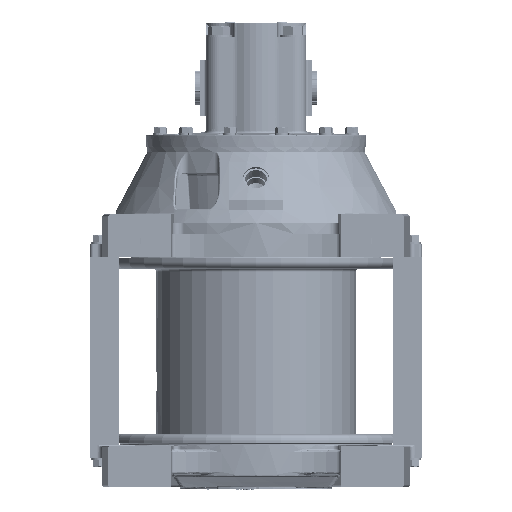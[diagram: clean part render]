
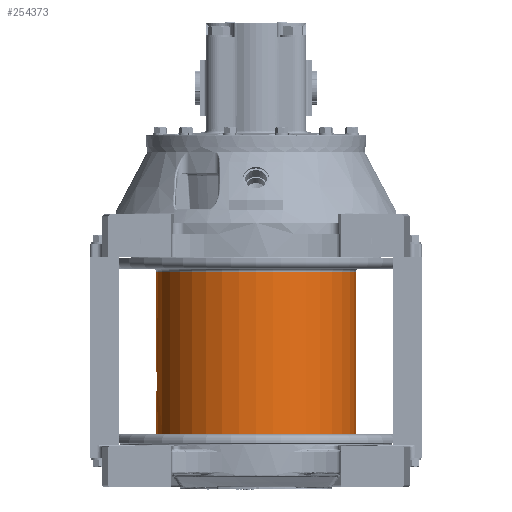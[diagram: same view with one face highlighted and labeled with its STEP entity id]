
A CAD part, front view. The second image highlights one B-rep face of the part: STEP entity #254373.
In plain terms, the highlighted cylindrical face has radius 122.237 mm (diameter 244.475 mm), a partial arc.
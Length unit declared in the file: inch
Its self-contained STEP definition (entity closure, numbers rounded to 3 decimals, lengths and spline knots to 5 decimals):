
#252738=CARTESIAN_POINT('',(0.,0.01321,-6.0405));
#252739=DIRECTION('',(0.,0.,1.));
#252740=DIRECTION('',(-1.,0.,0.));
#252741=AXIS2_PLACEMENT_3D('',#252738,#252739,#252740);
#252794=CARTESIAN_POINT('',(0.,0.01321,-13.88425));
#252795=DIRECTION('',(0.,0.,-1.));
#252796=DIRECTION('',(1.,0.,0.));
#252797=AXIS2_PLACEMENT_3D('',#252794,#252795,#252796);
#253100=DIRECTION('',(0.,0.,1.));
#253101=VECTOR('',#253100,7.84375);
#253102=CARTESIAN_POINT('',(4.8125,0.01321,-13.88425));
#253103=LINE('',#253102,#253101);
#253104=DIRECTION('',(0.,0.,-1.));
#253105=VECTOR('',#253104,2.05);
#253106=CARTESIAN_POINT('',(-4.8125,0.01321,-11.83425));
#253107=LINE('',#253106,#253105);
#253108=CARTESIAN_POINT('',(-4.8125,0.01321,-11.83425));
#253109=CARTESIAN_POINT('',(-4.8125,-0.03577,-11.83396));
#253110=CARTESIAN_POINT('',(-4.81104,-0.12935,
-11.8206));
#253111=CARTESIAN_POINT('',(-4.80519,-0.26134,
-11.76036));
#253112=CARTESIAN_POINT('',(-4.7975,-0.37033,
-11.66561));
#253113=CARTESIAN_POINT('',(-4.79045,-0.44821,
-11.54399));
#253114=CARTESIAN_POINT('',(-4.78629,-0.48845,
-11.406));
#253115=CARTESIAN_POINT('',(-4.78629,-0.48845,
-11.26251));
#253116=CARTESIAN_POINT('',(-4.79045,-0.44822,
-11.12454));
#253117=CARTESIAN_POINT('',(-4.7975,-0.37036,
-11.00293));
#253118=CARTESIAN_POINT('',(-4.80518,-0.26137,
-10.90816));
#253119=CARTESIAN_POINT('',(-4.81104,-0.12938,
-10.8479));
#253120=CARTESIAN_POINT('',(-4.8125,-0.03578,-10.83454));
#253121=CARTESIAN_POINT('',(-4.8125,0.01321,-10.83425));
#253123=DIRECTION('',(0.,0.,-1.));
#253124=VECTOR('',#253123,4.79375);
#253125=CARTESIAN_POINT('',(-4.8125,0.01321,-6.0405));
#253126=LINE('',#253125,#253124);
#253269=VERTEX_POINT('',#253121);
#253270=VERTEX_POINT('',#253108);
#253313=CARTESIAN_POINT('',(-4.8125,0.01321,-6.0405));
#253314=VERTEX_POINT('',#253313);
#253315=CARTESIAN_POINT('',(4.8125,0.01321,-6.0405));
#253316=VERTEX_POINT('',#253315);
#253329=CARTESIAN_POINT('',(4.8125,0.01321,-13.88425));
#253330=VERTEX_POINT('',#253329);
#253347=CARTESIAN_POINT('',(-4.8125,0.01321,-13.88425));
#253348=VERTEX_POINT('',#253347);
#254359=CARTESIAN_POINT('',(0.,0.01321,-14.92425));
#254360=DIRECTION('',(0.,0.,-1.));
#254361=DIRECTION('',(-1.,0.,0.));
#254362=AXIS2_PLACEMENT_3D('',#254359,#254360,#254361);
#254363=CYLINDRICAL_SURFACE('',#254362,4.8125);
#254364=ORIENTED_EDGE('',*,*,#253707,.T.);
#254365=ORIENTED_EDGE('',*,*,#253757,.F.);
#254366=ORIENTED_EDGE('',*,*,#253795,.T.);
#254367=ORIENTED_EDGE('',*,*,#253764,.F.);
#254369=ORIENTED_EDGE('',*,*,#254368,.T.);
#254370=ORIENTED_EDGE('',*,*,#253760,.F.);
#254371=EDGE_LOOP('',(#254364,#254365,#254366,#254367,#254369,#254370));
#254372=FACE_OUTER_BOUND('',#254371,.F.);
#252742=CIRCLE('',#252741,4.8125);
#252798=CIRCLE('',#252797,4.8125);
#253122=B_SPLINE_CURVE_WITH_KNOTS('',3,(#253108,#253109,#253110,#253111,#253112,
#253113,#253114,#253115,#253116,#253117,#253118,#253119,#253120,#253121),
.UNSPECIFIED.,.F.,.F.,(4,1,1,1,1,1,1,1,1,1,1,4),(0.,0.09091,
0.18182,0.27273,0.36364,0.45455,
0.54545,0.63636,0.72727,0.81818,
0.90909,1.),.UNSPECIFIED.);
#253707=EDGE_CURVE('',#253314,#253316,#252742,.T.);
#253757=EDGE_CURVE('',#253330,#253316,#253103,.T.);
#253760=EDGE_CURVE('',#253314,#253269,#253126,.T.);
#253764=EDGE_CURVE('',#253270,#253348,#253107,.T.);
#253795=EDGE_CURVE('',#253330,#253348,#252798,.T.);
#254368=EDGE_CURVE('',#253270,#253269,#253122,.T.);
#254373=ADVANCED_FACE('',(#254372),#254363,.T.);
